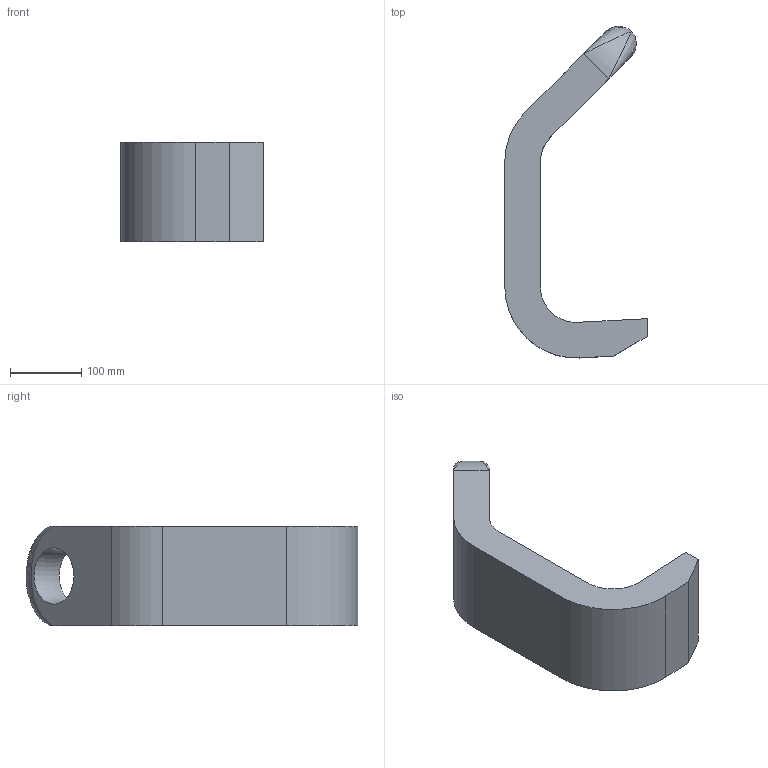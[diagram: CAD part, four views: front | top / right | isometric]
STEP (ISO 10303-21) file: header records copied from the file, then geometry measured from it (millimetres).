
FILE_DESCRIPTION(/* description */ (''),/* implementation_level */ '2;1');
FILE_NAME(/* name */ 'BWW22.stp',/* time_stamp */ '2017-11-07T12:25:05+01:00',/* author */ (''),/* organization */ (''),/* preprocessor_version */ 'ST-DEVELOPER v16',/* originating_system */ 'SIEMENS PLM Software NX 11.0',/* authorisation */ '');
FILE_SCHEMA (('AUTOMOTIVE_DESIGN { 1 0 10303 214 3 1 1 1 }'));
Length unit declared in the file: millimetre
Products named in the file (1): zer1EB0FF7E1c22
Bounding box: 200 x 466.21 x 140 mm (x, y, z)
Volume: 4018683.3 mm3; surface area: 244431.7 mm2
Topology: 1 solids, 1 shells, 19 faces, 50 edges, 29 vertices
Faces by surface type: plane 10, cylinder 6, bspline 2, torus 1
Entity records: 931 total; most frequent: CARTESIAN_POINT 464, ORIENTED_EDGE 90, DIRECTION 85, EDGE_CURVE 45, VERTEX_POINT 29, LINE 29, VECTOR 29, AXIS2_PLACEMENT_3D 28
